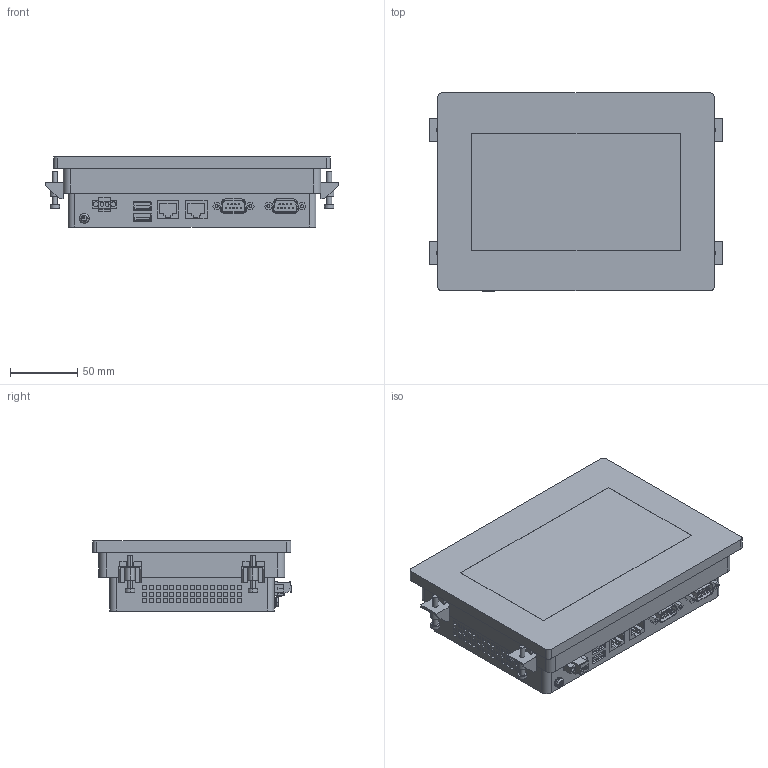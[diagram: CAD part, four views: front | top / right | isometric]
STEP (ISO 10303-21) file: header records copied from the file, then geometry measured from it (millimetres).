
FILE_DESCRIPTION(('CATIA V5 STEP Exchange','CAx-IF Rec.Pracs.--- Model Styling and Organization---1.4--- 2014-01-23'),'2;1');
FILE_NAME ('D1603939_0_2932870000_S3D_UV66_ADV_7_CAP_W_V2.stp','2024-03-07T07:06:00+00:00',('none'),('Weidmueller'),'CATIA Version 5-6 Release 2016 SP3 HF44','CATIA V5 STEP AP214','none');
FILE_SCHEMA(('AUTOMOTIVE_DESIGN { 1 0 10303 214 1 1 1 1 }'));
Length unit declared in the file: millimetre
Products named in the file (1): S3D_UV66_ADV_7_CAP_W_V2
Bounding box: 217.1 x 147.16 x 52 mm (x, y, z)
Volume: 1303508.9 mm3; surface area: 106763.1 mm2
Topology: 1 solids, 1 shells, 1175 faces, 2968 edges, 1956 vertices
Faces by surface type: plane 965, cylinder 168, extrusion 40, torus 2
Entity records: 32919 total; most frequent: CARTESIAN_POINT 6620, ORIENTED_EDGE 5936, DIRECTION 3650, EDGE_CURVE 2968, VECTOR 2308, LINE 2268, VERTEX_POINT 1956, EDGE_LOOP 1346
